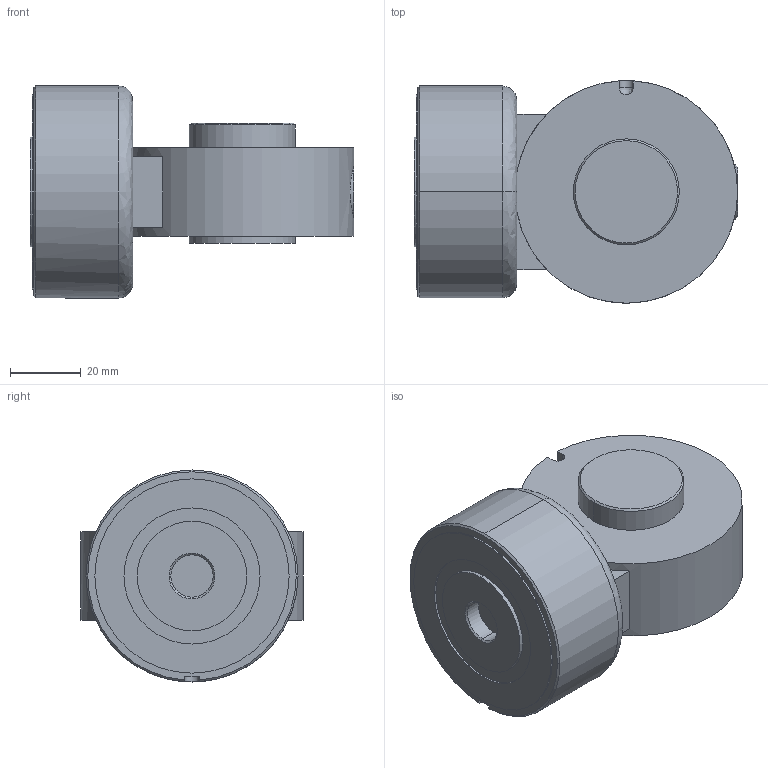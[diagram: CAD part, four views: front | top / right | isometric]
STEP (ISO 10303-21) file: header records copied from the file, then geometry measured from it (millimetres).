
FILE_DESCRIPTION (( 'STEP AP203' ), '1' );
FILE_NAME ('J5 C4_Default_sldprt.STEP', '2022-07-07T04:44:43', ( '' ), ( '' ), 'SwSTEP 2.0', 'SolidWorks 2020', '' );
FILE_SCHEMA (( 'CONFIG_CONTROL_DESIGN' ));
Length unit declared in the file: millimetre
Products named in the file (1): J5 C4_Default_sldprt
Bounding box: 91.5 x 63 x 60 mm (x, y, z)
Volume: 165145.7 mm3; surface area: 21963.8 mm2
Topology: 1 solids, 1 shells, 72 faces, 173 edges, 105 vertices
Faces by surface type: cylinder 28, plane 22, cone 19, bspline 3
Entity records: 2280 total; most frequent: CARTESIAN_POINT 541, DIRECTION 368, ORIENTED_EDGE 330, EDGE_CURVE 165, AXIS2_PLACEMENT_3D 146, VERTEX_POINT 105, EDGE_LOOP 82, VECTOR 76
